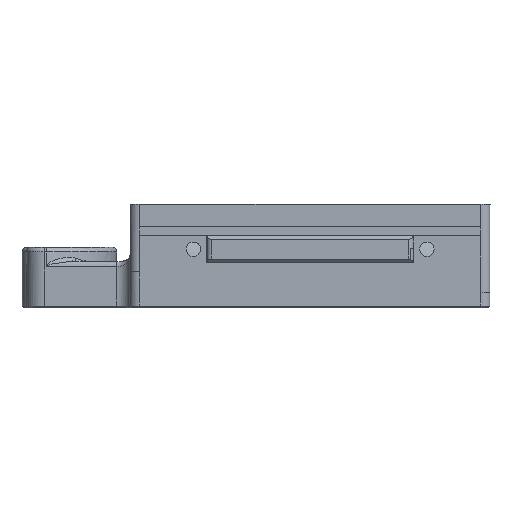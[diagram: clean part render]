
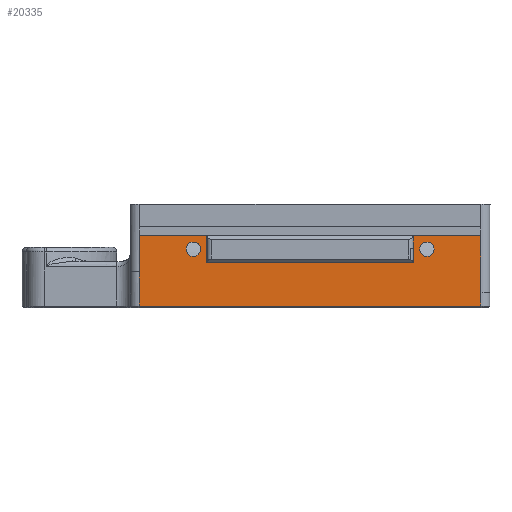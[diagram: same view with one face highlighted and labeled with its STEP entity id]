
A CAD part, front view. The second image highlights one B-rep face of the part: STEP entity #20335.
In plain terms, the highlighted planar face has unit normal (0, -1, 0).
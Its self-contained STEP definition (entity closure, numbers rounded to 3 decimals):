
#228 = CARTESIAN_POINT ( 'NONE',  ( 75.5, -147.5, 30.5 ) ) ;
#533 = LINE ( 'NONE', #6510, #21320 ) ;
#861 = ORIENTED_EDGE ( 'NONE', *, *, #16684, .T. ) ;
#1026 = ORIENTED_EDGE ( 'NONE', *, *, #10407, .T. ) ;
#1734 = VERTEX_POINT ( 'NONE', #26627 ) ;
#3588 = DIRECTION ( 'NONE',  ( 0., 1., 0. ) ) ;
#4018 = CARTESIAN_POINT ( 'NONE',  ( 90.501, -147.5, 166.929 ) ) ;
#4097 = EDGE_LOOP ( 'NONE', ( #8394, #24980 ) ) ;
#4234 = CARTESIAN_POINT ( 'NONE',  ( 78.5, -147.5, 35.1 ) ) ;
#4274 = LINE ( 'NONE', #16469, #18696 ) ;
#4290 = DIRECTION ( 'NONE',  ( 0., 0., -1. ) ) ;
#4389 = LINE ( 'NONE', #12662, #20726 ) ;
#4439 = PLANE ( 'NONE',  #13085 ) ;
#4848 = VERTEX_POINT ( 'NONE', #14765 ) ;
#5386 = AXIS2_PLACEMENT_3D ( 'NONE', #7877, #21994, #14252 ) ;
#5593 = VERTEX_POINT ( 'NONE', #4234 ) ;
#5849 = DIRECTION ( 'NONE',  ( -1., 0., 0. ) ) ;
#5988 = LINE ( 'NONE', #25932, #16437 ) ;
#6059 = EDGE_CURVE ( 'NONE', #5593, #8682, #11013, .T. ) ;
#6215 = DIRECTION ( 'NONE',  ( 0., -1., 0. ) ) ;
#6510 = CARTESIAN_POINT ( 'NONE',  ( 14.797, -147.5, 28.5 ) ) ;
#6591 = DIRECTION ( 'NONE',  ( 0., 0., 1. ) ) ;
#6594 = CARTESIAN_POINT ( 'NONE',  ( 14.797, -147.5, 20.9 ) ) ;
#7027 = CARTESIAN_POINT ( 'NONE',  ( 90.501, -147.5, 36.5 ) ) ;
#7278 = VERTEX_POINT ( 'NONE', #7027 ) ;
#7550 = EDGE_CURVE ( 'NONE', #20114, #20243, #16902, .T. ) ;
#7709 = AXIS2_PLACEMENT_3D ( 'NONE', #22989, #22727, #6591 ) ;
#7858 = CARTESIAN_POINT ( 'NONE',  ( 92.501, -147.5, 36.5 ) ) ;
#7877 = CARTESIAN_POINT ( 'NONE',  ( 78.5, -147.5, 33.5 ) ) ;
#8394 = ORIENTED_EDGE ( 'NONE', *, *, #6059, .T. ) ;
#8570 = CIRCLE ( 'NONE', #7709, 1.6 ) ;
#8625 = VERTEX_POINT ( 'NONE', #11556 ) ;
#8682 = VERTEX_POINT ( 'NONE', #26173 ) ;
#8820 = AXIS2_PLACEMENT_3D ( 'NONE', #12080, #10025, #20869 ) ;
#9148 = CARTESIAN_POINT ( 'NONE',  ( 14.797, -147.5, 23.9 ) ) ;
#9471 = VERTEX_POINT ( 'NONE', #18095 ) ;
#9772 = VERTEX_POINT ( 'NONE', #11839 ) ;
#9930 = ORIENTED_EDGE ( 'NONE', *, *, #17340, .T. ) ;
#10025 = DIRECTION ( 'NONE',  ( 0., 1., 0. ) ) ;
#10407 = EDGE_CURVE ( 'NONE', #9772, #19122, #22696, .T. ) ;
#10605 = LINE ( 'NONE', #18883, #26462 ) ;
#10671 = FACE_OUTER_BOUND ( 'NONE', #15545, .T. ) ;
#11013 = CIRCLE ( 'NONE', #5386, 1.6 ) ;
#11157 = EDGE_CURVE ( 'NONE', #7278, #9471, #13895, .T. ) ;
#11274 = EDGE_CURVE ( 'NONE', #4848, #1734, #4274, .T. ) ;
#11297 = AXIS2_PLACEMENT_3D ( 'NONE', #24162, #3588, #11849 ) ;
#11556 = CARTESIAN_POINT ( 'NONE',  ( 14.797, -147.5, 36.5 ) ) ;
#11825 = VERTEX_POINT ( 'NONE', #12687 ) ;
#11839 = CARTESIAN_POINT ( 'NONE',  ( 26.801, -147.5, 35.1 ) ) ;
#11849 = DIRECTION ( 'NONE',  ( 0., 0., -1. ) ) ;
#11953 = EDGE_CURVE ( 'NONE', #20030, #11825, #24745, .T. ) ;
#11956 = ORIENTED_EDGE ( 'NONE', *, *, #25824, .T. ) ;
#12033 = CARTESIAN_POINT ( 'NONE',  ( -11.161, -147.5, 30.5 ) ) ;
#12080 = CARTESIAN_POINT ( 'NONE',  ( 26.801, -147.5, 33.5 ) ) ;
#12159 = CARTESIAN_POINT ( 'NONE',  ( 14.797, -147.5, 28.5 ) ) ;
#12287 = DIRECTION ( 'NONE',  ( 0., 0., -1. ) ) ;
#12662 = CARTESIAN_POINT ( 'NONE',  ( 90.501, -147.5, 43.5 ) ) ;
#12687 = CARTESIAN_POINT ( 'NONE',  ( 29.8, -147.5, 30.5 ) ) ;
#12777 = DIRECTION ( 'NONE',  ( 0., 0., -1. ) ) ;
#13085 = AXIS2_PLACEMENT_3D ( 'NONE', #18811, #6215, #14602 ) ;
#13895 = LINE ( 'NONE', #4018, #22600 ) ;
#14252 = DIRECTION ( 'NONE',  ( 0., 0., -1. ) ) ;
#14580 = CARTESIAN_POINT ( 'NONE',  ( 29.8, -147.5, 166.929 ) ) ;
#14602 = DIRECTION ( 'NONE',  ( -0.98, 0., 0.197 ) ) ;
#14707 = DIRECTION ( 'NONE',  ( 0., 0., -1. ) ) ;
#14731 = FACE_BOUND ( 'NONE', #15445, .T. ) ;
#14765 = CARTESIAN_POINT ( 'NONE',  ( 75.5, -147.5, 36.5 ) ) ;
#14772 = DIRECTION ( 'NONE',  ( 0., 0., -1. ) ) ;
#15027 = CARTESIAN_POINT ( 'NONE',  ( 90.501, -147.5, 20.9 ) ) ;
#15302 = ORIENTED_EDGE ( 'NONE', *, *, #11157, .F. ) ;
#15445 = EDGE_LOOP ( 'NONE', ( #1026, #16050 ) ) ;
#15497 = VECTOR ( 'NONE', #5849, 1000. ) ;
#15545 = EDGE_LOOP ( 'NONE', ( #861, #15302, #22882, #26306, #22889, #9930, #26253, #22090, #16073, #18911, #11956, #19115 ) ) ;
#15943 = VECTOR ( 'NONE', #26656, 1000. ) ;
#16050 = ORIENTED_EDGE ( 'NONE', *, *, #17429, .T. ) ;
#16073 = ORIENTED_EDGE ( 'NONE', *, *, #25212, .T. ) ;
#16280 = LINE ( 'NONE', #19845, #21204 ) ;
#16437 = VECTOR ( 'NONE', #22522, 1000. ) ;
#16469 = CARTESIAN_POINT ( 'NONE',  ( 75.5, -147.5, 36.9 ) ) ;
#16684 = EDGE_CURVE ( 'NONE', #20114, #9471, #4389, .T. ) ;
#16902 = LINE ( 'NONE', #6594, #19322 ) ;
#16920 = VECTOR ( 'NONE', #14707, 1000. ) ;
#17340 = EDGE_CURVE ( 'NONE', #21398, #11825, #18404, .T. ) ;
#17345 = CARTESIAN_POINT ( 'NONE',  ( 29.8, -147.5, 36.5 ) ) ;
#17429 = EDGE_CURVE ( 'NONE', #19122, #9772, #8570, .T. ) ;
#17555 = VERTEX_POINT ( 'NONE', #9148 ) ;
#18095 = CARTESIAN_POINT ( 'NONE',  ( 90.501, -147.5, 23.9 ) ) ;
#18391 = LINE ( 'NONE', #22712, #16920 ) ;
#18404 = LINE ( 'NONE', #12033, #15943 ) ;
#18696 = VECTOR ( 'NONE', #20804, 1000. ) ;
#18811 = CARTESIAN_POINT ( 'NONE',  ( 14.797, -147.5, 166.929 ) ) ;
#18883 = CARTESIAN_POINT ( 'NONE',  ( 14.797, -147.5, 23.5 ) ) ;
#18911 = ORIENTED_EDGE ( 'NONE', *, *, #26621, .T. ) ;
#19115 = ORIENTED_EDGE ( 'NONE', *, *, #7550, .F. ) ;
#19122 = VERTEX_POINT ( 'NONE', #22870 ) ;
#19322 = VECTOR ( 'NONE', #23115, 1000. ) ;
#19845 = CARTESIAN_POINT ( 'NONE',  ( 75.5, -147.5, 166.929 ) ) ;
#20030 = VERTEX_POINT ( 'NONE', #17345 ) ;
#20114 = VERTEX_POINT ( 'NONE', #15027 ) ;
#20243 = VERTEX_POINT ( 'NONE', #26000 ) ;
#20335 = ADVANCED_FACE ( 'NONE', ( #10671, #14731, #20455 ), #4439, .T. ) ;
#20403 = DIRECTION ( 'NONE',  ( 0., 0., 1. ) ) ;
#20455 = FACE_BOUND ( 'NONE', #4097, .T. ) ;
#20726 = VECTOR ( 'NONE', #20403, 1000. ) ;
#20804 = DIRECTION ( 'NONE',  ( 0., 0., -1. ) ) ;
#20821 = EDGE_CURVE ( 'NONE', #8682, #5593, #22179, .T. ) ;
#20869 = DIRECTION ( 'NONE',  ( 0., 0., 1. ) ) ;
#21204 = VECTOR ( 'NONE', #26071, 1000. ) ;
#21320 = VECTOR ( 'NONE', #14772, 1000. ) ;
#21398 = VERTEX_POINT ( 'NONE', #228 ) ;
#21968 = LINE ( 'NONE', #7858, #15497 ) ;
#21994 = DIRECTION ( 'NONE',  ( 0., 1., 0. ) ) ;
#22090 = ORIENTED_EDGE ( 'NONE', *, *, #23123, .T. ) ;
#22179 = CIRCLE ( 'NONE', #11297, 1.6 ) ;
#22522 = DIRECTION ( 'NONE',  ( -1., 0., 0. ) ) ;
#22600 = VECTOR ( 'NONE', #12287, 1000. ) ;
#22696 = CIRCLE ( 'NONE', #8820, 1.6 ) ;
#22712 = CARTESIAN_POINT ( 'NONE',  ( 14.797, -147.5, 166.929 ) ) ;
#22727 = DIRECTION ( 'NONE',  ( 0., 1., 0. ) ) ;
#22870 = CARTESIAN_POINT ( 'NONE',  ( 26.801, -147.5, 31.9 ) ) ;
#22882 = ORIENTED_EDGE ( 'NONE', *, *, #24445, .T. ) ;
#22889 = ORIENTED_EDGE ( 'NONE', *, *, #24362, .F. ) ;
#22989 = CARTESIAN_POINT ( 'NONE',  ( 26.801, -147.5, 33.5 ) ) ;
#23115 = DIRECTION ( 'NONE',  ( -1., 0., 0. ) ) ;
#23123 = EDGE_CURVE ( 'NONE', #20030, #8625, #21968, .T. ) ;
#24027 = VERTEX_POINT ( 'NONE', #12159 ) ;
#24162 = CARTESIAN_POINT ( 'NONE',  ( 78.5, -147.5, 33.5 ) ) ;
#24362 = EDGE_CURVE ( 'NONE', #21398, #1734, #16280, .T. ) ;
#24445 = EDGE_CURVE ( 'NONE', #7278, #4848, #5988, .T. ) ;
#24745 = LINE ( 'NONE', #14580, #25712 ) ;
#24980 = ORIENTED_EDGE ( 'NONE', *, *, #20821, .T. ) ;
#25212 = EDGE_CURVE ( 'NONE', #8625, #24027, #18391, .T. ) ;
#25712 = VECTOR ( 'NONE', #4290, 1000. ) ;
#25824 = EDGE_CURVE ( 'NONE', #17555, #20243, #10605, .T. ) ;
#25932 = CARTESIAN_POINT ( 'NONE',  ( 14.797, -147.5, 36.5 ) ) ;
#26000 = CARTESIAN_POINT ( 'NONE',  ( 14.797, -147.5, 20.9 ) ) ;
#26071 = DIRECTION ( 'NONE',  ( 0., 0., 1. ) ) ;
#26173 = CARTESIAN_POINT ( 'NONE',  ( 78.5, -147.5, 31.9 ) ) ;
#26253 = ORIENTED_EDGE ( 'NONE', *, *, #11953, .F. ) ;
#26306 = ORIENTED_EDGE ( 'NONE', *, *, #11274, .T. ) ;
#26462 = VECTOR ( 'NONE', #12777, 1000. ) ;
#26621 = EDGE_CURVE ( 'NONE', #24027, #17555, #533, .T. ) ;
#26627 = CARTESIAN_POINT ( 'NONE',  ( 75.5, -147.5, 33.7 ) ) ;
#26656 = DIRECTION ( 'NONE',  ( -1., 0., 0. ) ) ;
